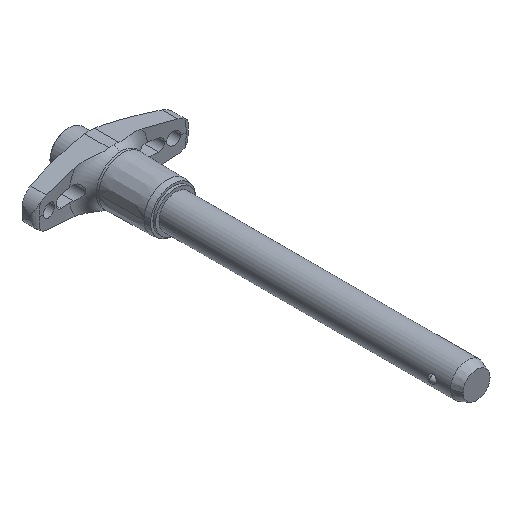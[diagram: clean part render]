
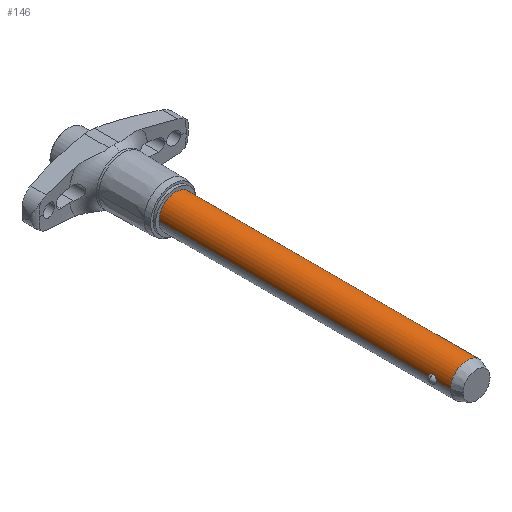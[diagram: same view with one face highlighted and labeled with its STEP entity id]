
A CAD part, isometric view. The second image highlights one B-rep face of the part: STEP entity #146.
In plain terms, the highlighted cylindrical face has radius 6.35 mm (diameter 12.7 mm), a partial arc.
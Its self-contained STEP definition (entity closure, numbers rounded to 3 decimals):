
#146=ADVANCED_FACE('',(#330),#331,.T.);
#330=FACE_OUTER_BOUND('',#553,.T.);
#331=CYLINDRICAL_SURFACE('',#554,6.35);
#553=EDGE_LOOP('',(#936,#937,#938,#939,#940,#941,#942,#943,#944,#945));
#554=AXIS2_PLACEMENT_3D('',#946,#947,#948);
#936=ORIENTED_EDGE('',*,*,#1502,.T.);
#937=ORIENTED_EDGE('',*,*,#1503,.T.);
#938=ORIENTED_EDGE('',*,*,#1492,.T.);
#939=ORIENTED_EDGE('',*,*,#1504,.T.);
#940=ORIENTED_EDGE('',*,*,#1505,.F.);
#941=ORIENTED_EDGE('',*,*,#1506,.T.);
#942=ORIENTED_EDGE('',*,*,#1507,.T.);
#943=ORIENTED_EDGE('',*,*,#1508,.T.);
#944=ORIENTED_EDGE('',*,*,#1509,.T.);
#945=ORIENTED_EDGE('',*,*,#1510,.T.);
#946=CARTESIAN_POINT('',(0.0,-56.642,0.0));
#947=DIRECTION('',(-0.0,1.0,0.0));
#948=DIRECTION('',(1.0,0.0,0.0));
#1492=EDGE_CURVE('',#1840,#1842,#1844,.T.);
#1502=EDGE_CURVE('',#1859,#1860,#1861,.T.);
#1503=EDGE_CURVE('',#1860,#1840,#1862,.T.);
#1504=EDGE_CURVE('',#1842,#1863,#1864,.T.);
#1505=EDGE_CURVE('',#1865,#1863,#1866,.T.);
#1506=EDGE_CURVE('',#1865,#1867,#1868,.T.);
#1507=EDGE_CURVE('',#1867,#1869,#1870,.T.);
#1508=EDGE_CURVE('',#1869,#1871,#1872,.T.);
#1509=EDGE_CURVE('',#1871,#1873,#1874,.T.);
#1510=EDGE_CURVE('',#1873,#1859,#1875,.T.);
#1840=VERTEX_POINT('',#3062);
#1842=VERTEX_POINT('',#3064);
#1844=B_SPLINE_CURVE_WITH_KNOTS('',3,(#3079,#3080,#3081,#3082,#3083,#3084,#3085,#3086,#3087,#3088,#3089,#3090,#3091,#3092),.UNSPECIFIED.,.F.,.F.,(4,2,2,2,2,2,4),(4.442,4.948,5.455,5.684,5.912,6.288,6.663),.UNSPECIFIED.);
#1859=VERTEX_POINT('',#3123);
#1860=VERTEX_POINT('',#3124);
#1861=LINE('',#3125,#3126);
#1862=B_SPLINE_CURVE_WITH_KNOTS('',3,(#3127,#3128,#3129,#3130,#3131,#3132,#3133,#3134,#3135,#3136,#3137,#3138,#3139,#3140),.UNSPECIFIED.,.F.,.F.,(4,2,2,2,2,2,4),(2.221,2.596,2.971,3.2,3.429,3.935,4.442),.UNSPECIFIED.);
#1863=VERTEX_POINT('',#3141);
#1864=LINE('',#3142,#3143);
#1865=VERTEX_POINT('',#3144);
#1866=CIRCLE('',#3145,6.35);
#1867=VERTEX_POINT('',#3146);
#1868=LINE('',#3147,#3148);
#1869=VERTEX_POINT('',#3149);
#1870=B_SPLINE_CURVE_WITH_KNOTS('',3,(#3150,#3151,#3152,#3153,#3154,#3155,#3156,#3157,#3158,#3159,#3160,#3161,#3162,#3163),.UNSPECIFIED.,.F.,.F.,(4,2,2,2,2,2,4),(6.663,7.038,7.413,7.642,7.871,8.377,8.884),.UNSPECIFIED.);
#1871=VERTEX_POINT('',#3164);
#1872=B_SPLINE_CURVE_WITH_KNOTS('',3,(#3165,#3166,#3167,#3168,#3169,#3170,#3171,#3172,#3173,#3174,#3175,#3176,#3177,#3178),.UNSPECIFIED.,.F.,.F.,(4,2,2,2,2,2,4),(0.0,0.507,1.013,1.242,1.471,1.846,2.221),.UNSPECIFIED.);
#1873=VERTEX_POINT('',#3179);
#1874=LINE('',#3180,#3181);
#1875=CIRCLE('',#3182,6.35);
#3062=CARTESIAN_POINT('',(6.172,-103.068,1.495));
#3064=CARTESIAN_POINT('',(6.35,-101.6,0.));
#3079=CARTESIAN_POINT('',(6.172,-103.068,1.495));
#3080=CARTESIAN_POINT('',(6.172,-102.9,1.495));
#3081=CARTESIAN_POINT('',(6.179,-102.719,1.464));
#3082=CARTESIAN_POINT('',(6.208,-102.383,1.336));
#3083=CARTESIAN_POINT('',(6.229,-102.228,1.24));
#3084=CARTESIAN_POINT('',(6.258,-102.046,1.079));
#3085=CARTESIAN_POINT('',(6.268,-101.988,1.019));
#3086=CARTESIAN_POINT('',(6.288,-101.883,0.891));
#3087=CARTESIAN_POINT('',(6.297,-101.837,0.822));
#3088=CARTESIAN_POINT('',(6.318,-101.738,0.648));
#3089=CARTESIAN_POINT('',(6.33,-101.685,0.522));
#3090=CARTESIAN_POINT('',(6.346,-101.616,0.261));
#3091=CARTESIAN_POINT('',(6.35,-101.6,0.125));
#3092=CARTESIAN_POINT('',(6.35,-101.6,0.));
#3123=CARTESIAN_POINT('',(6.35,-109.779,0.0));
#3124=CARTESIAN_POINT('',(6.35,-104.537,0.));
#3125=CARTESIAN_POINT('',(6.35,-56.642,0.));
#3126=VECTOR('',#4068,1.0);
#3127=CARTESIAN_POINT('',(6.35,-104.537,0.0));
#3128=CARTESIAN_POINT('',(6.35,-104.537,0.125));
#3129=CARTESIAN_POINT('',(6.346,-104.521,0.261));
#3130=CARTESIAN_POINT('',(6.33,-104.452,0.522));
#3131=CARTESIAN_POINT('',(6.318,-104.399,0.648));
#3132=CARTESIAN_POINT('',(6.297,-104.3,0.822));
#3133=CARTESIAN_POINT('',(6.288,-104.253,0.891));
#3134=CARTESIAN_POINT('',(6.268,-104.149,1.019));
#3135=CARTESIAN_POINT('',(6.258,-104.091,1.079));
#3136=CARTESIAN_POINT('',(6.229,-103.909,1.24));
#3137=CARTESIAN_POINT('',(6.208,-103.754,1.336));
#3138=CARTESIAN_POINT('',(6.179,-103.418,1.464));
#3139=CARTESIAN_POINT('',(6.172,-103.237,1.495));
#3140=CARTESIAN_POINT('',(6.172,-103.068,1.495));
#3141=CARTESIAN_POINT('',(6.35,0.0,0.0));
#3142=CARTESIAN_POINT('',(6.35,-56.642,0.));
#3143=VECTOR('',#4069,1.0);
#3144=CARTESIAN_POINT('',(-6.35,0.0,0.));
#3145=AXIS2_PLACEMENT_3D('',#4070,#4071,#4072);
#3146=CARTESIAN_POINT('',(-6.35,-101.6,0.));
#3147=CARTESIAN_POINT('',(-6.35,-56.642,0.));
#3148=VECTOR('',#4073,1.0);
#3149=CARTESIAN_POINT('',(-6.172,-103.068,1.495));
#3150=CARTESIAN_POINT('',(-6.35,-101.6,0.));
#3151=CARTESIAN_POINT('',(-6.35,-101.6,0.125));
#3152=CARTESIAN_POINT('',(-6.346,-101.616,0.261));
#3153=CARTESIAN_POINT('',(-6.33,-101.685,0.522));
#3154=CARTESIAN_POINT('',(-6.318,-101.738,0.648));
#3155=CARTESIAN_POINT('',(-6.297,-101.837,0.822));
#3156=CARTESIAN_POINT('',(-6.288,-101.883,0.891));
#3157=CARTESIAN_POINT('',(-6.268,-101.988,1.019));
#3158=CARTESIAN_POINT('',(-6.258,-102.046,1.079));
#3159=CARTESIAN_POINT('',(-6.229,-102.228,1.24));
#3160=CARTESIAN_POINT('',(-6.208,-102.383,1.336));
#3161=CARTESIAN_POINT('',(-6.179,-102.719,1.464));
#3162=CARTESIAN_POINT('',(-6.172,-102.9,1.495));
#3163=CARTESIAN_POINT('',(-6.172,-103.068,1.495));
#3164=CARTESIAN_POINT('',(-6.35,-104.537,0.));
#3165=CARTESIAN_POINT('',(-6.172,-103.068,1.495));
#3166=CARTESIAN_POINT('',(-6.172,-103.237,1.495));
#3167=CARTESIAN_POINT('',(-6.179,-103.418,1.464));
#3168=CARTESIAN_POINT('',(-6.208,-103.754,1.336));
#3169=CARTESIAN_POINT('',(-6.229,-103.909,1.24));
#3170=CARTESIAN_POINT('',(-6.258,-104.091,1.079));
#3171=CARTESIAN_POINT('',(-6.268,-104.149,1.019));
#3172=CARTESIAN_POINT('',(-6.288,-104.253,0.891));
#3173=CARTESIAN_POINT('',(-6.297,-104.3,0.822));
#3174=CARTESIAN_POINT('',(-6.318,-104.399,0.648));
#3175=CARTESIAN_POINT('',(-6.33,-104.452,0.522));
#3176=CARTESIAN_POINT('',(-6.346,-104.521,0.261));
#3177=CARTESIAN_POINT('',(-6.35,-104.537,0.125));
#3178=CARTESIAN_POINT('',(-6.35,-104.537,0.));
#3179=CARTESIAN_POINT('',(-6.35,-109.779,0.));
#3180=CARTESIAN_POINT('',(-6.35,-56.642,0.));
#3181=VECTOR('',#4074,1.0);
#3182=AXIS2_PLACEMENT_3D('',#4075,#4076,#4077);
#4068=DIRECTION('',(0.0,1.0,0.0));
#4069=DIRECTION('',(0.0,1.0,0.0));
#4070=CARTESIAN_POINT('',(0.0,0.0,0.0));
#4071=DIRECTION('',(-0.0,1.0,0.0));
#4072=DIRECTION('',(1.0,0.0,0.0));
#4073=DIRECTION('',(-0.0,-1.0,-0.0));
#4074=DIRECTION('',(-0.0,-1.0,-0.0));
#4075=CARTESIAN_POINT('',(0.0,-109.779,0.0));
#4076=DIRECTION('',(0.,1.0,0.0));
#4077=DIRECTION('',(1.0,0.,0.0));
